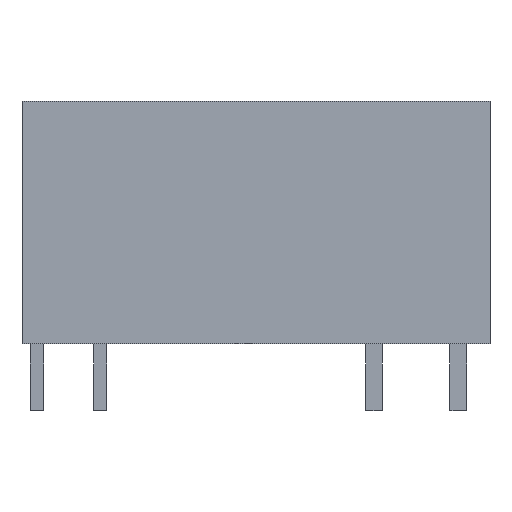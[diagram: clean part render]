
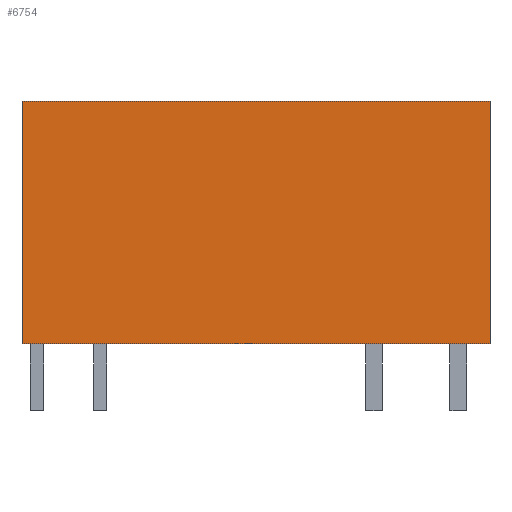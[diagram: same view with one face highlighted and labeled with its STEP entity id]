
A CAD part, front view. The second image highlights one B-rep face of the part: STEP entity #6754.
In plain terms, the highlighted planar face has unit normal (0, -1, 0).
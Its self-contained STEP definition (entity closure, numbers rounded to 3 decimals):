
#185 = ORIENTED_EDGE ( 'NONE', *, *, #4263, .F. ) ;
#268 = EDGE_LOOP ( 'NONE', ( #12034, #185, #2489, #10289 ) ) ;
#429 = DIRECTION ( 'NONE',  ( 0., 1., 0. ) ) ;
#676 = VERTEX_POINT ( 'NONE', #13349 ) ;
#717 = EDGE_CURVE ( 'NONE', #6247, #10305, #7510, .T. ) ;
#1755 = CARTESIAN_POINT ( 'NONE',  ( 14., -2.5, 14.5 ) ) ;
#1960 = VERTEX_POINT ( 'NONE', #1755 ) ;
#2055 = VECTOR ( 'NONE', #10928, 1000. ) ;
#2213 = VECTOR ( 'NONE', #6480, 1000. ) ;
#2489 = ORIENTED_EDGE ( 'NONE', *, *, #6075, .F. ) ;
#4046 = VECTOR ( 'NONE', #8016, 1000. ) ;
#4246 = DIRECTION ( 'NONE',  ( 0., 0., -1. ) ) ;
#4263 = EDGE_CURVE ( 'NONE', #1960, #676, #12998, .T. ) ;
#4651 = CARTESIAN_POINT ( 'NONE',  ( 14., -2.5, 14.5 ) ) ;
#5014 = CARTESIAN_POINT ( 'NONE',  ( -14., -2.5, 0. ) ) ;
#6075 = EDGE_CURVE ( 'NONE', #6247, #1960, #13116, .T. ) ;
#6161 = EDGE_CURVE ( 'NONE', #10305, #676, #13471, .T. ) ;
#6247 = VERTEX_POINT ( 'NONE', #8293 ) ;
#6480 = DIRECTION ( 'NONE',  ( 1., 0., 0. ) ) ;
#6572 = CARTESIAN_POINT ( 'NONE',  ( 14., -2.5, 14.5 ) ) ;
#6754 = ADVANCED_FACE ( 'NONE', ( #9915 ), #10127, .F. ) ;
#6772 = VECTOR ( 'NONE', #4246, 1000. ) ;
#7382 = AXIS2_PLACEMENT_3D ( 'NONE', #4651, #429, #11152 ) ;
#7510 = LINE ( 'NONE', #14028, #6772 ) ;
#7814 = CARTESIAN_POINT ( 'NONE',  ( 14., -2.5, 0. ) ) ;
#8016 = DIRECTION ( 'NONE',  ( 1., 0., 0. ) ) ;
#8293 = CARTESIAN_POINT ( 'NONE',  ( -14., -2.5, 14.5 ) ) ;
#9915 = FACE_OUTER_BOUND ( 'NONE', #268, .T. ) ;
#10127 = PLANE ( 'NONE',  #7382 ) ;
#10289 = ORIENTED_EDGE ( 'NONE', *, *, #717, .T. ) ;
#10305 = VERTEX_POINT ( 'NONE', #5014 ) ;
#10928 = DIRECTION ( 'NONE',  ( 0., 0., -1. ) ) ;
#11152 = DIRECTION ( 'NONE',  ( -1., 0., 0. ) ) ;
#11884 = CARTESIAN_POINT ( 'NONE',  ( 14., -2.5, 14.5 ) ) ;
#12034 = ORIENTED_EDGE ( 'NONE', *, *, #6161, .T. ) ;
#12998 = LINE ( 'NONE', #6572, #2055 ) ;
#13116 = LINE ( 'NONE', #11884, #2213 ) ;
#13349 = CARTESIAN_POINT ( 'NONE',  ( 14., -2.5, 0. ) ) ;
#13471 = LINE ( 'NONE', #7814, #4046 ) ;
#14028 = CARTESIAN_POINT ( 'NONE',  ( -14., -2.5, 14.5 ) ) ;
